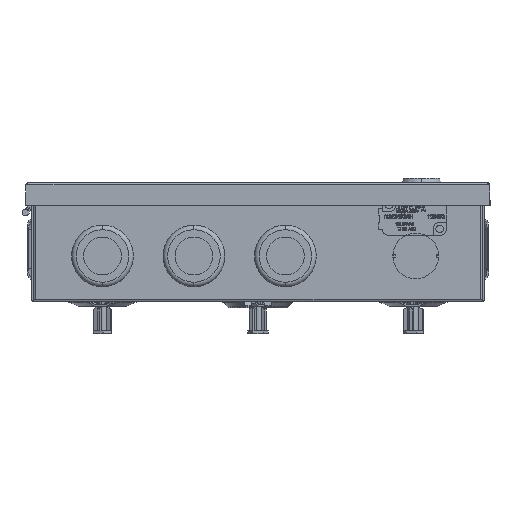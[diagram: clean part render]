
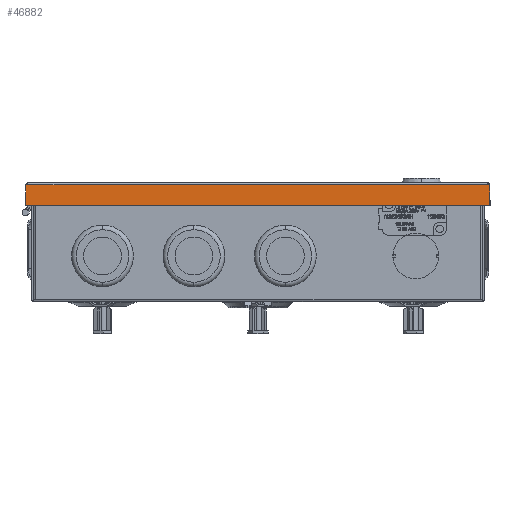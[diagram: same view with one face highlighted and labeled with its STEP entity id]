
A CAD part, front view. The second image highlights one B-rep face of the part: STEP entity #46882.
In plain terms, the highlighted planar face has unit normal (0, -1, 0).
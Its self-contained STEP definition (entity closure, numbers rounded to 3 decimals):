
#9568 = CARTESIAN_POINT ( 'NONE',  ( 101.5, -101.5, 0. ) ) ;
#14021 = EDGE_CURVE ( 'NONE', #192659, #89536, #165939, .T. ) ;
#23002 = CARTESIAN_POINT ( 'NONE',  ( 101.5, -101.5, 50.3 ) ) ;
#24373 = LINE ( 'NONE', #9568, #166087 ) ;
#38302 = CARTESIAN_POINT ( 'NONE',  ( 0., -101.5, 41.4 ) ) ;
#39281 = ORIENTED_EDGE ( 'NONE', *, *, #189338, .F. ) ;
#39809 = LINE ( 'NONE', #23002, #205475 ) ;
#41428 = DIRECTION ( 'NONE',  ( 1., 0., 0. ) ) ;
#44836 = EDGE_CURVE ( 'NONE', #100111, #86393, #24373, .T. ) ;
#46252 = CARTESIAN_POINT ( 'NONE',  ( -101.5, -101.5, 41.4 ) ) ;
#46882 = ADVANCED_FACE ( 'NONE', ( #175603 ), #174560, .F. ) ;
#51616 = CARTESIAN_POINT ( 'NONE',  ( 100.6, -101.5, 50.3 ) ) ;
#52160 = ORIENTED_EDGE ( 'NONE', *, *, #44836, .T. ) ;
#57190 = LINE ( 'NONE', #38302, #185774 ) ;
#58844 = DIRECTION ( 'NONE',  ( 0., 0., 1. ) ) ;
#59199 = ORIENTED_EDGE ( 'NONE', *, *, #107163, .T. ) ;
#60506 = VERTEX_POINT ( 'NONE', #120669 ) ;
#62438 = CARTESIAN_POINT ( 'NONE',  ( 101.5, -101.5, 50.3 ) ) ;
#64383 = VECTOR ( 'NONE', #82394, 1000. ) ;
#65901 = EDGE_CURVE ( 'NONE', #89536, #86393, #110986, .T. ) ;
#69479 = CARTESIAN_POINT ( 'NONE',  ( -100.6, -101.5, 50.3 ) ) ;
#76210 = ORIENTED_EDGE ( 'NONE', *, *, #206855, .T. ) ;
#76743 = DIRECTION ( 'NONE',  ( 0., 1., 0. ) ) ;
#78262 = VECTOR ( 'NONE', #102942, 1000. ) ;
#82394 = DIRECTION ( 'NONE',  ( 1., 0., 0. ) ) ;
#86393 = VERTEX_POINT ( 'NONE', #161164 ) ;
#86567 = EDGE_LOOP ( 'NONE', ( #39281, #59199, #76210, #52160, #161362, #131134 ) ) ;
#89536 = VERTEX_POINT ( 'NONE', #51616 ) ;
#100111 = VERTEX_POINT ( 'NONE', #127250 ) ;
#102942 = DIRECTION ( 'NONE',  ( 0., 0., -1. ) ) ;
#107163 = EDGE_CURVE ( 'NONE', #60506, #169533, #185926, .T. ) ;
#110986 = LINE ( 'NONE', #62438, #64383 ) ;
#119780 = CARTESIAN_POINT ( 'NONE',  ( -101.5, -101.5, 0. ) ) ;
#120669 = CARTESIAN_POINT ( 'NONE',  ( -101.5, -101.5, 50.3 ) ) ;
#127250 = CARTESIAN_POINT ( 'NONE',  ( 101.5, -101.5, 41.4 ) ) ;
#129586 = AXIS2_PLACEMENT_3D ( 'NONE', #207148, #76743, #58844 ) ;
#131134 = ORIENTED_EDGE ( 'NONE', *, *, #14021, .F. ) ;
#138162 = DIRECTION ( 'NONE',  ( 0., 0., 1. ) ) ;
#147084 = DIRECTION ( 'NONE',  ( 1., 0., 0. ) ) ;
#149498 = DIRECTION ( 'NONE',  ( 1., 0., 0. ) ) ;
#161164 = CARTESIAN_POINT ( 'NONE',  ( 101.5, -101.5, 50.3 ) ) ;
#161362 = ORIENTED_EDGE ( 'NONE', *, *, #65901, .F. ) ;
#165939 = LINE ( 'NONE', #194338, #172195 ) ;
#166087 = VECTOR ( 'NONE', #138162, 1000. ) ;
#169533 = VERTEX_POINT ( 'NONE', #46252 ) ;
#172195 = VECTOR ( 'NONE', #147084, 1000. ) ;
#174560 = PLANE ( 'NONE',  #129586 ) ;
#175603 = FACE_OUTER_BOUND ( 'NONE', #86567, .T. ) ;
#185774 = VECTOR ( 'NONE', #41428, 1000. ) ;
#185926 = LINE ( 'NONE', #119780, #78262 ) ;
#189338 = EDGE_CURVE ( 'NONE', #60506, #192659, #39809, .T. ) ;
#192659 = VERTEX_POINT ( 'NONE', #69479 ) ;
#194338 = CARTESIAN_POINT ( 'NONE',  ( 101.5, -101.5, 50.3 ) ) ;
#205475 = VECTOR ( 'NONE', #149498, 1000. ) ;
#206855 = EDGE_CURVE ( 'NONE', #169533, #100111, #57190, .T. ) ;
#207148 = CARTESIAN_POINT ( 'NONE',  ( 0., -101.5, 0. ) ) ;
